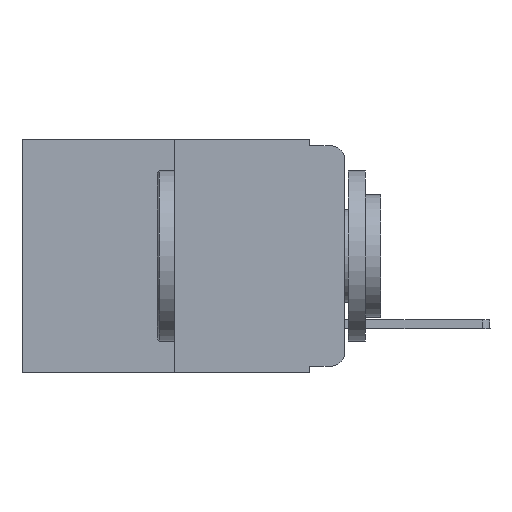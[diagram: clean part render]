
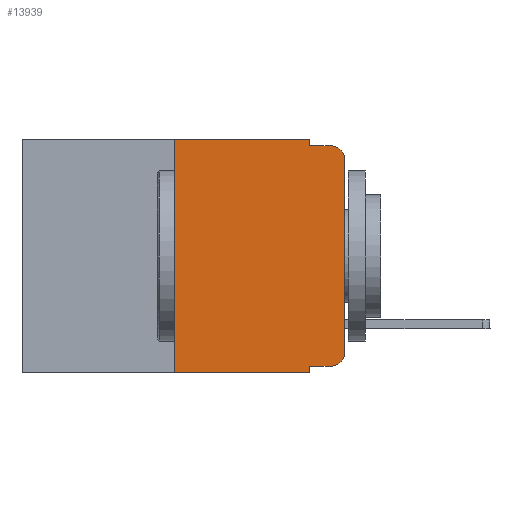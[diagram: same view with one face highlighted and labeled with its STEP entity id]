
A CAD part, left-side view. The second image highlights one B-rep face of the part: STEP entity #13939.
In plain terms, the highlighted planar face has unit normal (-1, 0, 0).
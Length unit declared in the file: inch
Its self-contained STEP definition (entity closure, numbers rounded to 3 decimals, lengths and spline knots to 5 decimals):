
#51 = LINE ( 'NONE', #3823, #7761 ) ;
#548 = DIRECTION ( 'NONE',  ( 0., 0., 1. ) ) ;
#1190 = EDGE_CURVE ( 'NONE', #3859, #19241, #51, .T. ) ;
#1367 = EDGE_CURVE ( 'NONE', #16333, #13791, #16939, .T. ) ;
#2485 = CARTESIAN_POINT ( 'NONE',  ( 0., 0.051, -0.333 ) ) ;
#2614 = VERTEX_POINT ( 'NONE', #8507 ) ;
#2896 = VERTEX_POINT ( 'NONE', #12360 ) ;
#3047 = EDGE_CURVE ( 'NONE', #13791, #2614, #12857, .T. ) ;
#3123 = CARTESIAN_POINT ( 'NONE',  ( 0., 0.473, 0. ) ) ;
#3146 = VECTOR ( 'NONE', #16259, 39.37008 ) ;
#3615 = DIRECTION ( 'NONE',  ( 0., 0., -1. ) ) ;
#3772 = CARTESIAN_POINT ( 'NONE',  ( 0., 0.02, -0.01 ) ) ;
#3823 = CARTESIAN_POINT ( 'NONE',  ( 0., 0., 0. ) ) ;
#3859 = VERTEX_POINT ( 'NONE', #15826 ) ;
#4082 = FACE_OUTER_BOUND ( 'NONE', #9418, .T. ) ;
#4090 = VERTEX_POINT ( 'NONE', #8442 ) ;
#4591 = CIRCLE ( 'NONE', #11282, 0.02 ) ;
#4603 = EDGE_CURVE ( 'NONE', #2896, #18586, #7160, .T. ) ;
#4670 = EDGE_CURVE ( 'NONE', #2614, #2896, #15868, .T. ) ;
#6025 = CARTESIAN_POINT ( 'NONE',  ( 0., 0.051, 0. ) ) ;
#6079 = CARTESIAN_POINT ( 'NONE',  ( 0., 0.051, 0. ) ) ;
#6122 = VECTOR ( 'NONE', #8126, 39.37008 ) ;
#6243 = DIRECTION ( 'NONE',  ( -1., 0., 0. ) ) ;
#6501 = CARTESIAN_POINT ( 'NONE',  ( 0., 0.473, 0. ) ) ;
#6560 = DIRECTION ( 'NONE',  ( 0., -1., 0. ) ) ;
#6915 = VECTOR ( 'NONE', #10905, 39.37008 ) ;
#6947 = VECTOR ( 'NONE', #7581, 39.37008 ) ;
#7160 = LINE ( 'NONE', #7198, #3146 ) ;
#7198 = CARTESIAN_POINT ( 'NONE',  ( 0., 0.051, -0.01 ) ) ;
#7400 = CARTESIAN_POINT ( 'NONE',  ( 0., 0.25, -0.343 ) ) ;
#7581 = DIRECTION ( 'NONE',  ( 0., 0., -1. ) ) ;
#7659 = CIRCLE ( 'NONE', #12232, 0.02 ) ;
#7761 = VECTOR ( 'NONE', #548, 39.37008 ) ;
#8126 = DIRECTION ( 'NONE',  ( 0., 0., 1. ) ) ;
#8442 = CARTESIAN_POINT ( 'NONE',  ( 0., 0.051, -0.343 ) ) ;
#8507 = CARTESIAN_POINT ( 'NONE',  ( 0., 0.051, 0. ) ) ;
#8782 = ORIENTED_EDGE ( 'NONE', *, *, #19178, .T. ) ;
#8882 = LINE ( 'NONE', #6079, #16643 ) ;
#9418 = EDGE_LOOP ( 'NONE', ( #13442, #14770, #18458, #12389, #17860, #14281, #9626, #15767, #8782, #18667 ) ) ;
#9626 = ORIENTED_EDGE ( 'NONE', *, *, #15900, .T. ) ;
#10625 = CARTESIAN_POINT ( 'NONE',  ( 0., 0.02, -0.03 ) ) ;
#10632 = CARTESIAN_POINT ( 'NONE',  ( 0., 0.473, -0.343 ) ) ;
#10828 = VERTEX_POINT ( 'NONE', #19212 ) ;
#10838 = LINE ( 'NONE', #10632, #6915 ) ;
#10888 = CARTESIAN_POINT ( 'NONE',  ( 0., 0.02, -0.313 ) ) ;
#10905 = DIRECTION ( 'NONE',  ( 0., -1., 0. ) ) ;
#11282 = AXIS2_PLACEMENT_3D ( 'NONE', #10888, #15347, #3615 ) ;
#11974 = EDGE_CURVE ( 'NONE', #19241, #18586, #7659, .T. ) ;
#12009 = DIRECTION ( 'NONE',  ( 0., 0., -1. ) ) ;
#12232 = AXIS2_PLACEMENT_3D ( 'NONE', #10625, #6243, #16609 ) ;
#12360 = CARTESIAN_POINT ( 'NONE',  ( 0., 0.051, -0.01 ) ) ;
#12389 = ORIENTED_EDGE ( 'NONE', *, *, #4670, .F. ) ;
#12666 = LINE ( 'NONE', #15610, #15489 ) ;
#12857 = LINE ( 'NONE', #6501, #18973 ) ;
#12958 = CARTESIAN_POINT ( 'NONE',  ( 0., 0., -0.03 ) ) ;
#13282 = AXIS2_PLACEMENT_3D ( 'NONE', #3123, #16859, #16665 ) ;
#13442 = ORIENTED_EDGE ( 'NONE', *, *, #1190, .T. ) ;
#13646 = VERTEX_POINT ( 'NONE', #2485 ) ;
#13699 = PLANE ( 'NONE',  #13282 ) ;
#13791 = VERTEX_POINT ( 'NONE', #17591 ) ;
#13939 = ADVANCED_FACE ( 'NONE', ( #4082 ), #13699, .F. ) ;
#14281 = ORIENTED_EDGE ( 'NONE', *, *, #1367, .F. ) ;
#14678 = EDGE_CURVE ( 'NONE', #13646, #4090, #8882, .T. ) ;
#14770 = ORIENTED_EDGE ( 'NONE', *, *, #11974, .T. ) ;
#15347 = DIRECTION ( 'NONE',  ( -1., 0., 0. ) ) ;
#15413 = EDGE_CURVE ( 'NONE', #10828, #3859, #4591, .T. ) ;
#15489 = VECTOR ( 'NONE', #6560, 39.37008 ) ;
#15610 = CARTESIAN_POINT ( 'NONE',  ( 0., 0.051, -0.333 ) ) ;
#15767 = ORIENTED_EDGE ( 'NONE', *, *, #14678, .F. ) ;
#15826 = CARTESIAN_POINT ( 'NONE',  ( 0., 0., -0.313 ) ) ;
#15868 = LINE ( 'NONE', #6025, #6947 ) ;
#15900 = EDGE_CURVE ( 'NONE', #16333, #4090, #10838, .T. ) ;
#16259 = DIRECTION ( 'NONE',  ( 0., -1., 0. ) ) ;
#16333 = VERTEX_POINT ( 'NONE', #7400 ) ;
#16609 = DIRECTION ( 'NONE',  ( 0., 0., -1. ) ) ;
#16643 = VECTOR ( 'NONE', #12009, 39.37008 ) ;
#16665 = DIRECTION ( 'NONE',  ( 0., 0., -1. ) ) ;
#16859 = DIRECTION ( 'NONE',  ( 1., 0., 0. ) ) ;
#16939 = LINE ( 'NONE', #18595, #6122 ) ;
#17191 = DIRECTION ( 'NONE',  ( 0., -1., 0. ) ) ;
#17591 = CARTESIAN_POINT ( 'NONE',  ( 0., 0.25, 0. ) ) ;
#17860 = ORIENTED_EDGE ( 'NONE', *, *, #3047, .F. ) ;
#18458 = ORIENTED_EDGE ( 'NONE', *, *, #4603, .F. ) ;
#18586 = VERTEX_POINT ( 'NONE', #3772 ) ;
#18595 = CARTESIAN_POINT ( 'NONE',  ( 0., 0.25, 0. ) ) ;
#18667 = ORIENTED_EDGE ( 'NONE', *, *, #15413, .T. ) ;
#18973 = VECTOR ( 'NONE', #17191, 39.37008 ) ;
#19178 = EDGE_CURVE ( 'NONE', #13646, #10828, #12666, .T. ) ;
#19212 = CARTESIAN_POINT ( 'NONE',  ( 0., 0.02, -0.333 ) ) ;
#19241 = VERTEX_POINT ( 'NONE', #12958 ) ;
